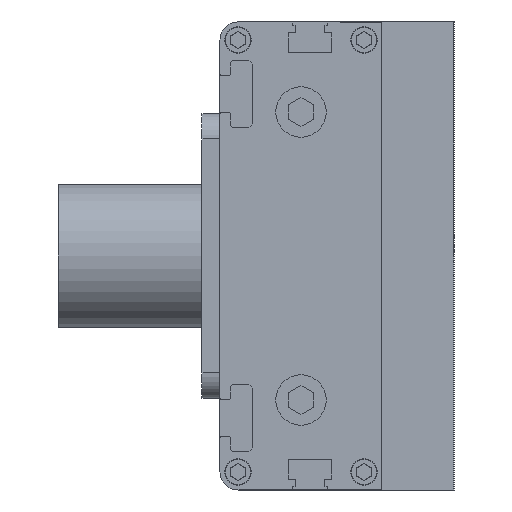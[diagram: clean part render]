
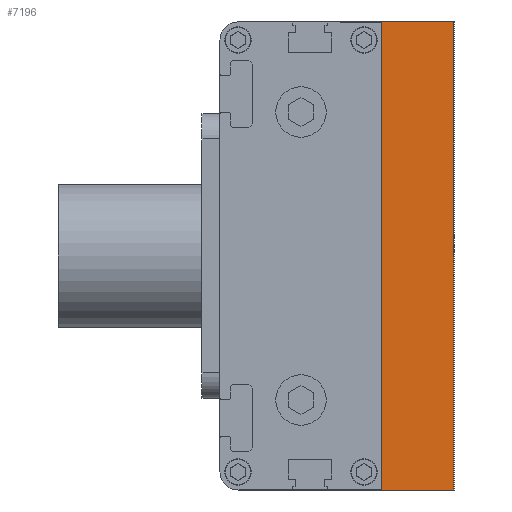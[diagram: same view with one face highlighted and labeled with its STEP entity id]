
A CAD part, left-side view. The second image highlights one B-rep face of the part: STEP entity #7196.
In plain terms, the highlighted planar face has unit normal (-1, 0, 0).
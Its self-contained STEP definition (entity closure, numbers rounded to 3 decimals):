
#1459 = ORIENTED_EDGE ( 'NONE', *, *, #21946, .T. ) ;
#2174 = ORIENTED_EDGE ( 'NONE', *, *, #28563, .F. ) ;
#2752 = CARTESIAN_POINT ( 'NONE',  ( -671., -20., 65. ) ) ;
#3072 = LINE ( 'NONE', #14725, #18561 ) ;
#4806 = CARTESIAN_POINT ( 'NONE',  ( -671., -20., 65. ) ) ;
#4988 = CARTESIAN_POINT ( 'NONE',  ( -671., 0., -65. ) ) ;
#5469 = DIRECTION ( 'NONE',  ( 0., 0., -1. ) ) ;
#7196 = ADVANCED_FACE ( 'NONE', ( #19884 ), #17026, .F. ) ;
#8140 = CARTESIAN_POINT ( 'NONE',  ( -671., -20., 65. ) ) ;
#10401 = VECTOR ( 'NONE', #18364, 1000. ) ;
#10648 = CARTESIAN_POINT ( 'NONE',  ( -671., 0., 65. ) ) ;
#11065 = EDGE_LOOP ( 'NONE', ( #1459, #14430, #2174, #21846 ) ) ;
#12664 = VERTEX_POINT ( 'NONE', #2752 ) ;
#13032 = VERTEX_POINT ( 'NONE', #10648 ) ;
#14430 = ORIENTED_EDGE ( 'NONE', *, *, #26401, .F. ) ;
#14725 = CARTESIAN_POINT ( 'NONE',  ( -671., -20., 65. ) ) ;
#16668 = EDGE_CURVE ( 'NONE', #12664, #13032, #3072, .T. ) ;
#17026 = PLANE ( 'NONE',  #22963 ) ;
#17943 = DIRECTION ( 'NONE',  ( 0., 1., 0. ) ) ;
#18143 = DIRECTION ( 'NONE',  ( 0., 1., 0. ) ) ;
#18364 = DIRECTION ( 'NONE',  ( 0., 0., -1. ) ) ;
#18561 = VECTOR ( 'NONE', #18143, 1000. ) ;
#18946 = CARTESIAN_POINT ( 'NONE',  ( -671., 0., 65. ) ) ;
#19501 = DIRECTION ( 'NONE',  ( 1., 0., 0. ) ) ;
#19772 = LINE ( 'NONE', #8140, #22349 ) ;
#19884 = FACE_OUTER_BOUND ( 'NONE', #11065, .T. ) ;
#20391 = VERTEX_POINT ( 'NONE', #4988 ) ;
#20413 = VECTOR ( 'NONE', #17943, 1000. ) ;
#21122 = VERTEX_POINT ( 'NONE', #24150 ) ;
#21826 = LINE ( 'NONE', #18946, #10401 ) ;
#21846 = ORIENTED_EDGE ( 'NONE', *, *, #16668, .T. ) ;
#21946 = EDGE_CURVE ( 'NONE', #13032, #20391, #21826, .T. ) ;
#22349 = VECTOR ( 'NONE', #5469, 1000. ) ;
#22963 = AXIS2_PLACEMENT_3D ( 'NONE', #4806, #19501, #25240 ) ;
#24150 = CARTESIAN_POINT ( 'NONE',  ( -671., -20., -65. ) ) ;
#25240 = DIRECTION ( 'NONE',  ( 0., 0., -1. ) ) ;
#26401 = EDGE_CURVE ( 'NONE', #21122, #20391, #35903, .T. ) ;
#28563 = EDGE_CURVE ( 'NONE', #12664, #21122, #19772, .T. ) ;
#29589 = CARTESIAN_POINT ( 'NONE',  ( -671., -20., -65. ) ) ;
#35903 = LINE ( 'NONE', #29589, #20413 ) ;
